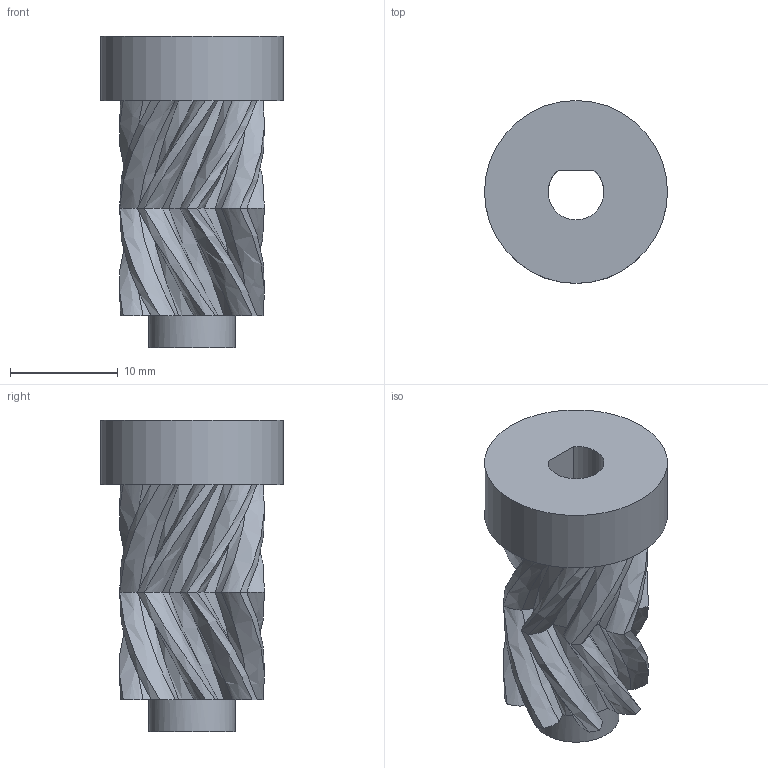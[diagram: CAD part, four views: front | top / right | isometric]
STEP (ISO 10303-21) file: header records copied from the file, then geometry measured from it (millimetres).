
FILE_DESCRIPTION(('FreeCAD Model'),'2;1');
FILE_NAME('yaw-pinion.step', '2019-10-22T22:36:28',('Author'),(''), 'Open CASCADE STEP processor 7.3','FreeCAD','Unknown');
FILE_SCHEMA(('AUTOMOTIVE_DESIGN { 1 0 10303 214 1 1 1 1 }'));
Length unit declared in the file: millimetre
Products named in the file (1): Pocket064
Bounding box: 17 x 17 x 28.98 mm (x, y, z)
Volume: 2767.2 mm3; surface area: 2711.5 mm2
Topology: 1 solids, 1 shells, 119 faces, 301 edges, 185 vertices
Faces by surface type: bspline 104, plane 12, cylinder 3
Full cylindrical faces by diameter (mm): 8 x1, 17 x1
Entity records: 15705 total; most frequent: CARTESIAN_POINT 11534, B_SPLINE_CURVE_WITH_KNOTS 850, ORIENTED_EDGE 602, PCURVE 602, DEFINITIONAL_REPRESENTATION 602, EDGE_CURVE 301, SURFACE_CURVE 299, VERTEX_POINT 185
